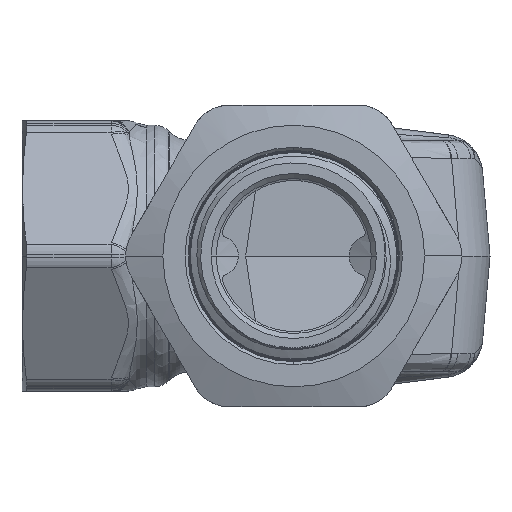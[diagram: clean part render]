
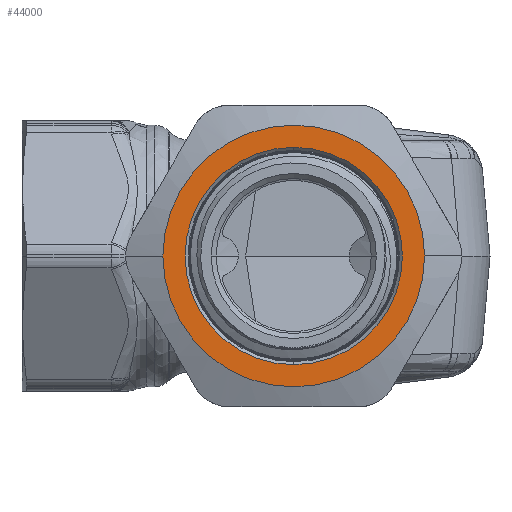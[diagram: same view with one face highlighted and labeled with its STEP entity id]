
A CAD part, front view. The second image highlights one B-rep face of the part: STEP entity #44000.
In plain terms, the highlighted planar face has unit normal (0, -1, 0).
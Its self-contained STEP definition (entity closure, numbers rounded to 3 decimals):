
#14955=CARTESIAN_POINT('',(0.,-35.7,0.));
#14956=DIRECTION('',(0.,-1.,0.));
#14957=DIRECTION('',(-1.,0.,0.));
#14958=AXIS2_PLACEMENT_3D('',#14955,#14956,#14957);
#14960=CARTESIAN_POINT('',(0.,-35.7,0.));
#14961=DIRECTION('',(0.,-1.,0.));
#14962=DIRECTION('',(1.,0.,0.));
#14963=AXIS2_PLACEMENT_3D('',#14960,#14961,#14962);
#15117=CARTESIAN_POINT('',(0.,-35.7,0.));
#15118=DIRECTION('',(0.,-1.,0.));
#15119=DIRECTION('',(0.,0.,1.));
#15120=AXIS2_PLACEMENT_3D('',#15117,#15118,#15119);
#15127=CARTESIAN_POINT('',(0.,-35.7,0.));
#15128=DIRECTION('',(0.,-1.,0.));
#15129=DIRECTION('',(0.,0.,-1.));
#15130=AXIS2_PLACEMENT_3D('',#15127,#15128,#15129);
#23303=CARTESIAN_POINT('',(0.,-35.7,10.8));
#23304=CARTESIAN_POINT('',(0.,-35.7,-10.8));
#23305=VERTEX_POINT('',#23303);
#23306=VERTEX_POINT('',#23304);
#23311=CARTESIAN_POINT('',(-13.,-35.7,0.));
#23312=CARTESIAN_POINT('',(13.,-35.7,0.));
#23313=VERTEX_POINT('',#23311);
#23314=VERTEX_POINT('',#23312);
#43984=CARTESIAN_POINT('',(0.,-35.7,0.));
#43985=DIRECTION('',(0.,1.,0.));
#43986=DIRECTION('',(1.,0.,0.));
#43987=AXIS2_PLACEMENT_3D('',#43984,#43985,#43986);
#43988=PLANE('',#43987);
#43989=ORIENTED_EDGE('',*,*,#43968,.F.);
#43991=ORIENTED_EDGE('',*,*,#43990,.F.);
#43992=EDGE_LOOP('',(#43989,#43991));
#43993=FACE_OUTER_BOUND('',#43992,.F.);
#43995=ORIENTED_EDGE('',*,*,#43994,.T.);
#43997=ORIENTED_EDGE('',*,*,#43996,.T.);
#43998=EDGE_LOOP('',(#43995,#43997));
#43999=FACE_BOUND('',#43998,.F.);
#44000=ADVANCED_FACE('',(#43993,#43999),#43988,.F.);
#14959=CIRCLE('',#14958,13.);
#14964=CIRCLE('',#14963,13.);
#15121=CIRCLE('',#15120,10.8);
#15131=CIRCLE('',#15130,10.8);
#43968=EDGE_CURVE('',#23313,#23314,#14959,.T.);
#43990=EDGE_CURVE('',#23314,#23313,#14964,.T.);
#43994=EDGE_CURVE('',#23305,#23306,#15121,.T.);
#43996=EDGE_CURVE('',#23306,#23305,#15131,.T.);
